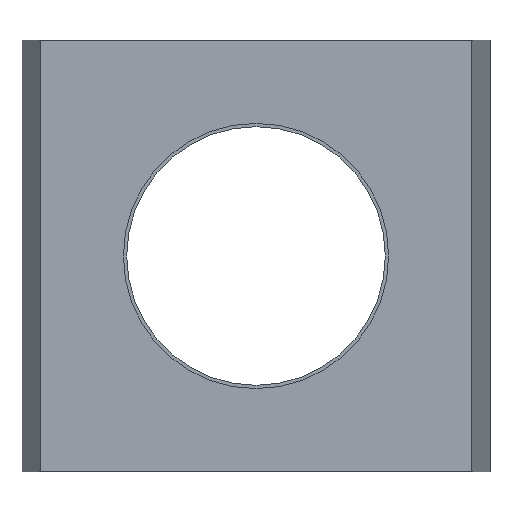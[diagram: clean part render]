
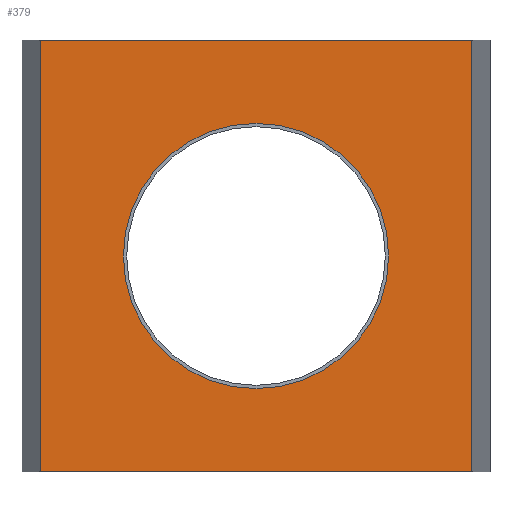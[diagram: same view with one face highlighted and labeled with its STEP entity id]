
A CAD part, front view. The second image highlights one B-rep face of the part: STEP entity #379.
In plain terms, the highlighted planar face has unit normal (0, -1, 0).
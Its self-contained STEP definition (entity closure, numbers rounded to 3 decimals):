
#1 = CARTESIAN_POINT ( 'NONE',  ( 262.5, 0., 262.5 ) ) ;
#3 = AXIS2_PLACEMENT_3D ( 'NONE', #486, #787, #710 ) ;
#6 = DIRECTION ( 'NONE',  ( 0., -1., 0. ) ) ;
#20 = AXIS2_PLACEMENT_3D ( 'NONE', #570, #277, #421 ) ;
#24 = CARTESIAN_POINT ( 'NONE',  ( 262.5, 0., -262.5 ) ) ;
#65 = EDGE_CURVE ( 'NONE', #384, #436, #178, .T. ) ;
#66 = ORIENTED_EDGE ( 'NONE', *, *, #298, .T. ) ;
#67 = VECTOR ( 'NONE', #699, 1000. ) ;
#69 = CIRCLE ( 'NONE', #20, 161.5 ) ;
#73 = ORIENTED_EDGE ( 'NONE', *, *, #65, .F. ) ;
#147 = CARTESIAN_POINT ( 'NONE',  ( 0., 0., 0. ) ) ;
#148 = VECTOR ( 'NONE', #917, 1000. ) ;
#161 = CARTESIAN_POINT ( 'NONE',  ( 0., 0., 161.5 ) ) ;
#166 = EDGE_LOOP ( 'NONE', ( #66, #516, #222, #377 ) ) ;
#178 = CIRCLE ( 'NONE', #239, 161.5 ) ;
#222 = ORIENTED_EDGE ( 'NONE', *, *, #493, .F. ) ;
#233 = LINE ( 'NONE', #542, #67 ) ;
#238 = LINE ( 'NONE', #767, #815 ) ;
#239 = AXIS2_PLACEMENT_3D ( 'NONE', #147, #6, #958 ) ;
#240 = EDGE_CURVE ( 'NONE', #374, #835, #238, .T. ) ;
#245 = LINE ( 'NONE', #635, #148 ) ;
#269 = EDGE_CURVE ( 'NONE', #442, #659, #245, .T. ) ;
#277 = DIRECTION ( 'NONE',  ( 0., -1., 0. ) ) ;
#288 = VECTOR ( 'NONE', #911, 1000. ) ;
#298 = EDGE_CURVE ( 'NONE', #835, #659, #233, .T. ) ;
#352 = ORIENTED_EDGE ( 'NONE', *, *, #869, .F. ) ;
#374 = VERTEX_POINT ( 'NONE', #554 ) ;
#377 = ORIENTED_EDGE ( 'NONE', *, *, #240, .T. ) ;
#379 = ADVANCED_FACE ( 'NONE', ( #854, #477 ), #560, .F. ) ;
#384 = VERTEX_POINT ( 'NONE', #161 ) ;
#388 = DIRECTION ( 'NONE',  ( 0., 0., -1. ) ) ;
#421 = DIRECTION ( 'NONE',  ( 0., 0., -1. ) ) ;
#436 = VERTEX_POINT ( 'NONE', #748 ) ;
#442 = VERTEX_POINT ( 'NONE', #1 ) ;
#477 = FACE_OUTER_BOUND ( 'NONE', #166, .T. ) ;
#486 = CARTESIAN_POINT ( 'NONE',  ( -262.5, 0., 262.5 ) ) ;
#493 = EDGE_CURVE ( 'NONE', #374, #442, #916, .T. ) ;
#501 = EDGE_LOOP ( 'NONE', ( #352, #73 ) ) ;
#516 = ORIENTED_EDGE ( 'NONE', *, *, #269, .F. ) ;
#537 = CARTESIAN_POINT ( 'NONE',  ( -262.5, 0., 262.5 ) ) ;
#542 = CARTESIAN_POINT ( 'NONE',  ( -262.5, 0., -262.5 ) ) ;
#554 = CARTESIAN_POINT ( 'NONE',  ( -262.5, 0., 262.5 ) ) ;
#560 = PLANE ( 'NONE',  #3 ) ;
#570 = CARTESIAN_POINT ( 'NONE',  ( 0., 0., 0. ) ) ;
#635 = CARTESIAN_POINT ( 'NONE',  ( 262.5, 0., 262.5 ) ) ;
#659 = VERTEX_POINT ( 'NONE', #24 ) ;
#699 = DIRECTION ( 'NONE',  ( 1., 0., 0. ) ) ;
#710 = DIRECTION ( 'NONE',  ( 0., 0., 1. ) ) ;
#748 = CARTESIAN_POINT ( 'NONE',  ( 0., 0., -161.5 ) ) ;
#767 = CARTESIAN_POINT ( 'NONE',  ( -262.5, 0., 262.5 ) ) ;
#787 = DIRECTION ( 'NONE',  ( 0., 1., 0. ) ) ;
#815 = VECTOR ( 'NONE', #388, 1000. ) ;
#835 = VERTEX_POINT ( 'NONE', #875 ) ;
#854 = FACE_BOUND ( 'NONE', #501, .T. ) ;
#869 = EDGE_CURVE ( 'NONE', #436, #384, #69, .T. ) ;
#875 = CARTESIAN_POINT ( 'NONE',  ( -262.5, 0., -262.5 ) ) ;
#911 = DIRECTION ( 'NONE',  ( 1., 0., 0. ) ) ;
#916 = LINE ( 'NONE', #537, #288 ) ;
#917 = DIRECTION ( 'NONE',  ( 0., 0., -1. ) ) ;
#958 = DIRECTION ( 'NONE',  ( 0., 0., -1. ) ) ;
